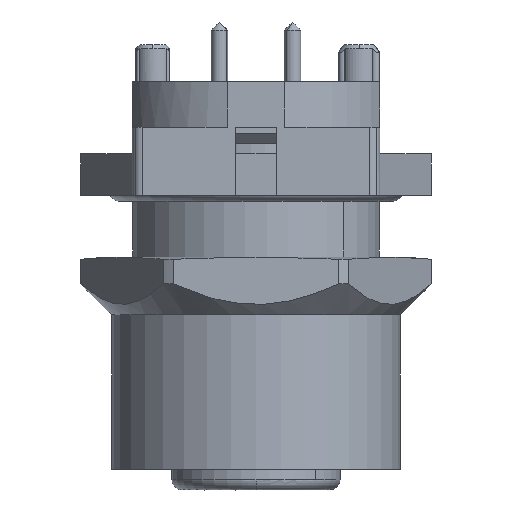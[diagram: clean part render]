
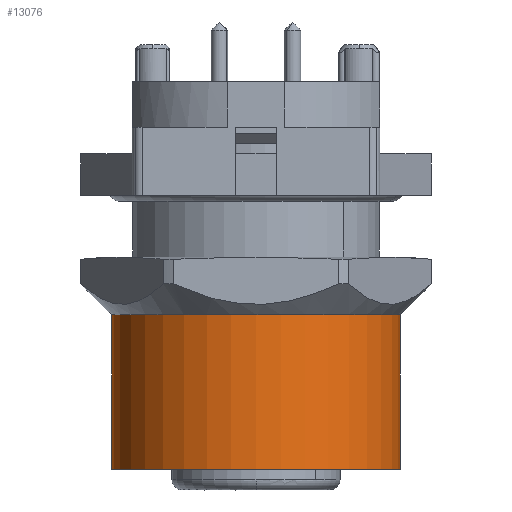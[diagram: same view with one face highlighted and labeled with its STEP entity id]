
A CAD part, front view. The second image highlights one B-rep face of the part: STEP entity #13076.
In plain terms, the highlighted cylindrical face has radius 7 mm (diameter 14 mm), a partial arc.
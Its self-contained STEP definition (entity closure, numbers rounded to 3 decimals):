
#13017=AXIS2_PLACEMENT_3D('Circle Axis2P3D',#13015,#13016,$) ;
#13063=AXIS2_PLACEMENT_3D('Cylinder Axis2P3D',#13060,#13061,#13062) ;
#13067=AXIS2_PLACEMENT_3D('Circle Axis2P3D',#13065,#13066,$) ;
#13010=CARTESIAN_POINT('Vertex',(1.5,8.5,1.)) ;
#13012=CARTESIAN_POINT('Vertex',(15.5,8.5,1.)) ;
#13015=CARTESIAN_POINT('Axis2P3D Location',(8.5,8.5,1.)) ;
#13034=CARTESIAN_POINT('Line Origine',(1.5,8.5,4.75)) ;
#13038=CARTESIAN_POINT('Vertex',(1.5,8.5,8.5)) ;
#13045=CARTESIAN_POINT('Vertex',(15.5,8.5,8.5)) ;
#13048=CARTESIAN_POINT('Line Origine',(15.5,8.5,4.75)) ;
#13060=CARTESIAN_POINT('Axis2P3D Location',(8.5,8.5,4.75)) ;
#13065=CARTESIAN_POINT('Axis2P3D Location',(8.5,8.5,8.5)) ;
#13016=DIRECTION('Axis2P3D Direction',(0.,0.,-1.)) ;
#13035=DIRECTION('Vector Direction',(0.,0.,-1.)) ;
#13049=DIRECTION('Vector Direction',(0.,0.,-1.)) ;
#13061=DIRECTION('Axis2P3D Direction',(0.,0.,-1.)) ;
#13062=DIRECTION('Axis2P3D XDirection',(1.,0.,0.)) ;
#13066=DIRECTION('Axis2P3D Direction',(0.,0.,-1.)) ;
#13036=VECTOR('Line Direction',#13035,1.) ;
#13050=VECTOR('Line Direction',#13049,1.) ;
#13071=ORIENTED_EDGE('',*,*,#13052,.F.) ;
#13072=ORIENTED_EDGE('',*,*,#13069,.T.) ;
#13073=ORIENTED_EDGE('',*,*,#13040,.F.) ;
#13074=ORIENTED_EDGE('',*,*,#13019,.F.) ;
#13076=ADVANCED_FACE('V2',(#13075),#13064,.T.) ;
#13018=CIRCLE('generated circle',#13017,7.) ;
#13068=CIRCLE('generated circle',#13067,7.) ;
#13064=CYLINDRICAL_SURFACE('generated cylinder',#13063,7.) ;
#13019=EDGE_CURVE('',#13013,#13011,#13018,.T.) ;
#13040=EDGE_CURVE('',#13011,#13039,#13037,.F.) ;
#13052=EDGE_CURVE('',#13046,#13013,#13051,.T.) ;
#13069=EDGE_CURVE('',#13046,#13039,#13068,.T.) ;
#13070=EDGE_LOOP('',(#13071,#13072,#13073,#13074)) ;
#13075=FACE_OUTER_BOUND('',#13070,.T.) ;
#13037=LINE('Line',#13034,#13036) ;
#13051=LINE('Line',#13048,#13050) ;
#13011=VERTEX_POINT('',#13010) ;
#13013=VERTEX_POINT('',#13012) ;
#13039=VERTEX_POINT('',#13038) ;
#13046=VERTEX_POINT('',#13045) ;
